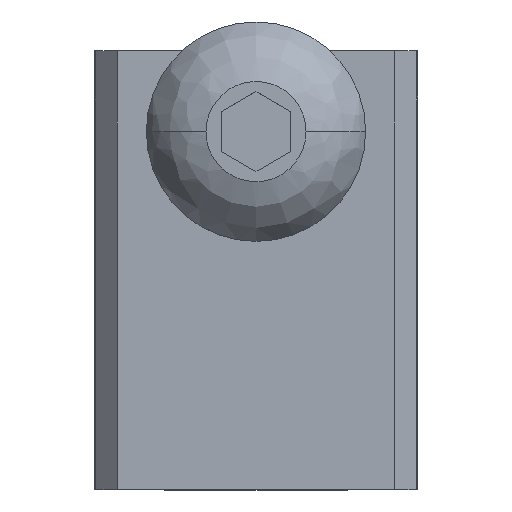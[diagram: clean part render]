
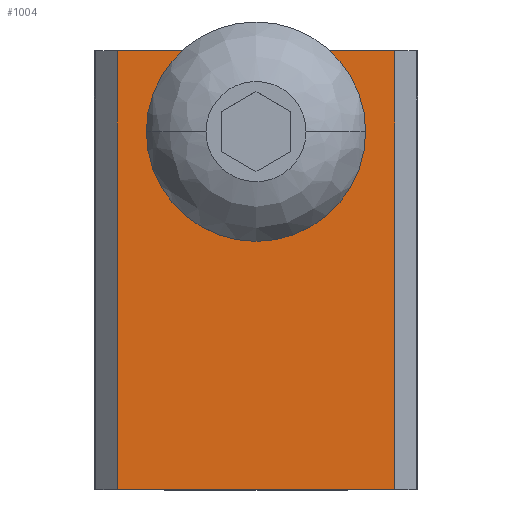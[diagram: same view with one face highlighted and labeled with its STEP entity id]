
A CAD part, top view. The second image highlights one B-rep face of the part: STEP entity #1004.
In plain terms, the highlighted planar face has unit normal (0, 0, 1).
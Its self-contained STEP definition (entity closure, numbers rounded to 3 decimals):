
#23 = LINE ( 'NONE', #1562, #1168 ) ;
#29 = EDGE_CURVE ( 'NONE', #1805, #238, #955, .T. ) ;
#69 = FACE_BOUND ( 'NONE', #213, .T. ) ;
#83 = DIRECTION ( 'NONE',  ( 1., 0., 0. ) ) ;
#87 = EDGE_LOOP ( 'NONE', ( #1148, #2125, #1648, #1142 ) ) ;
#213 = EDGE_LOOP ( 'NONE', ( #881, #1252 ) ) ;
#238 = VERTEX_POINT ( 'NONE', #1328 ) ;
#321 = CARTESIAN_POINT ( 'NONE',  ( 3., 9.5, 5. ) ) ;
#384 = CARTESIAN_POINT ( 'NONE',  ( -2.65, 6., 5. ) ) ;
#395 = EDGE_CURVE ( 'NONE', #835, #1223, #23, .T. ) ;
#416 = DIRECTION ( 'NONE',  ( 0., 0., -1. ) ) ;
#432 = FACE_OUTER_BOUND ( 'NONE', #87, .T. ) ;
#456 = VECTOR ( 'NONE', #1428, 1000. ) ;
#513 = LINE ( 'NONE', #825, #1076 ) ;
#638 = EDGE_CURVE ( 'NONE', #1783, #1566, #1228, .T. ) ;
#645 = DIRECTION ( 'NONE',  ( 0., 0., 1. ) ) ;
#734 = CARTESIAN_POINT ( 'NONE',  ( 6., 9.5, 5. ) ) ;
#823 = CARTESIAN_POINT ( 'NONE',  ( 2.65, 6., 5. ) ) ;
#825 = CARTESIAN_POINT ( 'NONE',  ( -6., 9.5, 5. ) ) ;
#835 = VERTEX_POINT ( 'NONE', #1604 ) ;
#881 = ORIENTED_EDGE ( 'NONE', *, *, #1215, .T. ) ;
#945 = LINE ( 'NONE', #734, #456 ) ;
#955 = LINE ( 'NONE', #321, #1435 ) ;
#1004 = ADVANCED_FACE ( 'NONE', ( #432, #69 ), #1824, .T. ) ;
#1076 = VECTOR ( 'NONE', #1170, 1000. ) ;
#1142 = ORIENTED_EDGE ( 'NONE', *, *, #1200, .T. ) ;
#1148 = ORIENTED_EDGE ( 'NONE', *, *, #29, .T. ) ;
#1165 = CARTESIAN_POINT ( 'NONE',  ( 0., 6., 5. ) ) ;
#1168 = VECTOR ( 'NONE', #83, 1000. ) ;
#1170 = DIRECTION ( 'NONE',  ( 0., -1., 0. ) ) ;
#1180 = AXIS2_PLACEMENT_3D ( 'NONE', #1412, #416, #1900 ) ;
#1200 = EDGE_CURVE ( 'NONE', #1223, #1805, #945, .T. ) ;
#1215 = EDGE_CURVE ( 'NONE', #1566, #1783, #1635, .T. ) ;
#1223 = VERTEX_POINT ( 'NONE', #1434 ) ;
#1228 = CIRCLE ( 'NONE', #2086, 2.65 ) ;
#1252 = ORIENTED_EDGE ( 'NONE', *, *, #638, .T. ) ;
#1328 = CARTESIAN_POINT ( 'NONE',  ( -6., 9.5, 5. ) ) ;
#1403 = AXIS2_PLACEMENT_3D ( 'NONE', #1817, #645, #1833 ) ;
#1412 = CARTESIAN_POINT ( 'NONE',  ( 0., 6., 5. ) ) ;
#1428 = DIRECTION ( 'NONE',  ( 0., 1., 0. ) ) ;
#1434 = CARTESIAN_POINT ( 'NONE',  ( 6., -9.5, 5. ) ) ;
#1435 = VECTOR ( 'NONE', #2120, 1000. ) ;
#1534 = DIRECTION ( 'NONE',  ( 0., 0., -1. ) ) ;
#1562 = CARTESIAN_POINT ( 'NONE',  ( 3., -9.5, 5. ) ) ;
#1566 = VERTEX_POINT ( 'NONE', #823 ) ;
#1604 = CARTESIAN_POINT ( 'NONE',  ( -6., -9.5, 5. ) ) ;
#1635 = CIRCLE ( 'NONE', #1180, 2.65 ) ;
#1648 = ORIENTED_EDGE ( 'NONE', *, *, #395, .T. ) ;
#1783 = VERTEX_POINT ( 'NONE', #384 ) ;
#1805 = VERTEX_POINT ( 'NONE', #1897 ) ;
#1817 = CARTESIAN_POINT ( 'NONE',  ( 3., 9.5, 5. ) ) ;
#1824 = PLANE ( 'NONE',  #1403 ) ;
#1833 = DIRECTION ( 'NONE',  ( 1., 0., 0. ) ) ;
#1852 = DIRECTION ( 'NONE',  ( 1., 0., 0. ) ) ;
#1897 = CARTESIAN_POINT ( 'NONE',  ( 6., 9.5, 5. ) ) ;
#1900 = DIRECTION ( 'NONE',  ( 1., 0., 0. ) ) ;
#2016 = EDGE_CURVE ( 'NONE', #238, #835, #513, .T. ) ;
#2086 = AXIS2_PLACEMENT_3D ( 'NONE', #1165, #1534, #1852 ) ;
#2120 = DIRECTION ( 'NONE',  ( -1., 0., 0. ) ) ;
#2125 = ORIENTED_EDGE ( 'NONE', *, *, #2016, .T. ) ;
